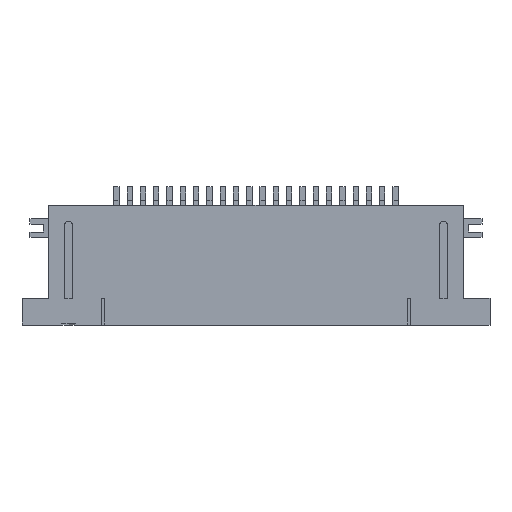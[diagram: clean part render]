
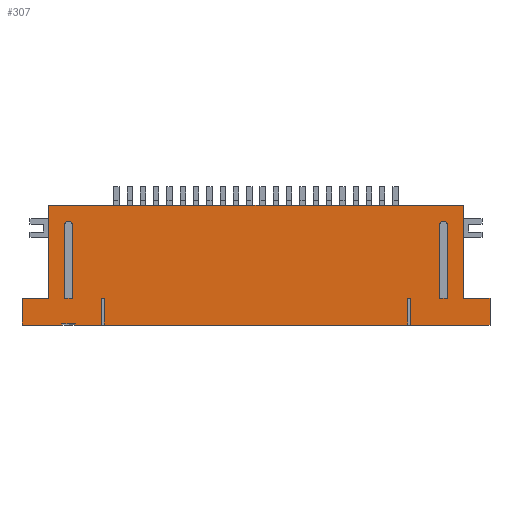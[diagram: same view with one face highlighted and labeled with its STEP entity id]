
A CAD part, top view. The second image highlights one B-rep face of the part: STEP entity #307.
In plain terms, the highlighted planar face has unit normal (0, 0, 1).
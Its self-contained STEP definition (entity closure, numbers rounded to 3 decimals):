
#108=CIRCLE('',#11526,0.15);
#109=CIRCLE('',#11527,0.15);
#246=FACE_BOUND('',#1930,.T.);
#247=FACE_BOUND('',#1931,.T.);
#248=FACE_BOUND('',#1932,.T.);
#307=ADVANCED_FACE('',(#246,#247,#248),#871,.T.);
#871=PLANE('',#11528);
#1930=EDGE_LOOP('',(#2992,#2993,#2994,#2995));
#1931=EDGE_LOOP('',(#2996,#2997,#2998,#2999));
#1932=EDGE_LOOP('',(#3000,#3001,#3002,#3003,#3004,#3005,#3006,#3007,#3008,
#3009,#3010,#3011,#3012,#3013,#3014,#3015,#3016,#3017,#3018,#3019));
#2992=ORIENTED_EDGE('',*,*,#7281,.F.);
#2993=ORIENTED_EDGE('',*,*,#7282,.T.);
#2994=ORIENTED_EDGE('',*,*,#7283,.F.);
#2995=ORIENTED_EDGE('',*,*,#7284,.F.);
#2996=ORIENTED_EDGE('',*,*,#7285,.F.);
#2997=ORIENTED_EDGE('',*,*,#7286,.T.);
#2998=ORIENTED_EDGE('',*,*,#7287,.F.);
#2999=ORIENTED_EDGE('',*,*,#7288,.F.);
#3000=ORIENTED_EDGE('',*,*,#7289,.T.);
#3001=ORIENTED_EDGE('',*,*,#7039,.F.);
#3002=ORIENTED_EDGE('',*,*,#7148,.T.);
#3003=ORIENTED_EDGE('',*,*,#6974,.T.);
#3004=ORIENTED_EDGE('',*,*,#7290,.T.);
#3005=ORIENTED_EDGE('',*,*,#7291,.T.);
#3006=ORIENTED_EDGE('',*,*,#7292,.F.);
#3007=ORIENTED_EDGE('',*,*,#7293,.F.);
#3008=ORIENTED_EDGE('',*,*,#7294,.F.);
#3009=ORIENTED_EDGE('',*,*,#7295,.T.);
#3010=ORIENTED_EDGE('',*,*,#7296,.F.);
#3011=ORIENTED_EDGE('',*,*,#7297,.F.);
#3012=ORIENTED_EDGE('',*,*,#7261,.F.);
#3013=ORIENTED_EDGE('',*,*,#7298,.T.);
#3014=ORIENTED_EDGE('',*,*,#7299,.F.);
#3015=ORIENTED_EDGE('',*,*,#7300,.F.);
#3016=ORIENTED_EDGE('',*,*,#7277,.F.);
#3017=ORIENTED_EDGE('',*,*,#7301,.T.);
#3018=ORIENTED_EDGE('',*,*,#7302,.F.);
#3019=ORIENTED_EDGE('',*,*,#7303,.F.);
#5885=VERTEX_POINT('',#15347);
#5886=VERTEX_POINT('',#15349);
#5940=VERTEX_POINT('',#15477);
#5941=VERTEX_POINT('',#15479);
#6125=VERTEX_POINT('',#15889);
#6129=VERTEX_POINT('',#15897);
#6136=VERTEX_POINT('',#15925);
#6137=VERTEX_POINT('',#15927);
#6140=VERTEX_POINT('',#15935);
#6141=VERTEX_POINT('',#15936);
#6142=VERTEX_POINT('',#15938);
#6143=VERTEX_POINT('',#15940);
#6144=VERTEX_POINT('',#15943);
#6145=VERTEX_POINT('',#15944);
#6146=VERTEX_POINT('',#15946);
#6147=VERTEX_POINT('',#15948);
#6148=VERTEX_POINT('',#15951);
#6149=VERTEX_POINT('',#15953);
#6150=VERTEX_POINT('',#15955);
#6151=VERTEX_POINT('',#15957);
#6152=VERTEX_POINT('',#15959);
#6153=VERTEX_POINT('',#15961);
#6154=VERTEX_POINT('',#15963);
#6155=VERTEX_POINT('',#15965);
#6156=VERTEX_POINT('',#15968);
#6157=VERTEX_POINT('',#15970);
#6158=VERTEX_POINT('',#15973);
#6159=VERTEX_POINT('',#15975);
#6974=EDGE_CURVE('',#5886,#5885,#8612,.T.);
#7039=EDGE_CURVE('',#5940,#5941,#8677,.T.);
#7148=EDGE_CURVE('',#5940,#5886,#8786,.T.);
#7261=EDGE_CURVE('',#6129,#6125,#8899,.T.);
#7277=EDGE_CURVE('',#6136,#6137,#8911,.T.);
#7281=EDGE_CURVE('',#6140,#6141,#8915,.T.);
#7282=EDGE_CURVE('',#6140,#6142,#8916,.T.);
#7283=EDGE_CURVE('',#6143,#6142,#8917,.T.);
#7284=EDGE_CURVE('',#6141,#6143,#108,.T.);
#7285=EDGE_CURVE('',#6144,#6145,#8918,.T.);
#7286=EDGE_CURVE('',#6144,#6146,#8919,.T.);
#7287=EDGE_CURVE('',#6147,#6146,#8920,.T.);
#7288=EDGE_CURVE('',#6145,#6147,#109,.T.);
#7289=EDGE_CURVE('',#6148,#5941,#8921,.T.);
#7290=EDGE_CURVE('',#5885,#6149,#8922,.T.);
#7291=EDGE_CURVE('',#6149,#6150,#8923,.T.);
#7292=EDGE_CURVE('',#6151,#6150,#8924,.T.);
#7293=EDGE_CURVE('',#6152,#6151,#8925,.T.);
#7294=EDGE_CURVE('',#6153,#6152,#8926,.T.);
#7295=EDGE_CURVE('',#6153,#6154,#8927,.T.);
#7296=EDGE_CURVE('',#6155,#6154,#8928,.T.);
#7297=EDGE_CURVE('',#6125,#6155,#8929,.T.);
#7298=EDGE_CURVE('',#6129,#6156,#8930,.T.);
#7299=EDGE_CURVE('',#6157,#6156,#8931,.T.);
#7300=EDGE_CURVE('',#6137,#6157,#8932,.T.);
#7301=EDGE_CURVE('',#6136,#6158,#8933,.T.);
#7302=EDGE_CURVE('',#6159,#6158,#8934,.T.);
#7303=EDGE_CURVE('',#6148,#6159,#8935,.T.);
#8612=LINE('',#15348,#10110);
#8677=LINE('',#15478,#10175);
#8786=LINE('',#15695,#10284);
#8899=LINE('',#15898,#10397);
#8911=LINE('',#15926,#10409);
#8915=LINE('',#15934,#10413);
#8916=LINE('',#15937,#10414);
#8917=LINE('',#15939,#10415);
#8918=LINE('',#15942,#10416);
#8919=LINE('',#15945,#10417);
#8920=LINE('',#15947,#10418);
#8921=LINE('',#15950,#10419);
#8922=LINE('',#15952,#10420);
#8923=LINE('',#15954,#10421);
#8924=LINE('',#15956,#10422);
#8925=LINE('',#15958,#10423);
#8926=LINE('',#15960,#10424);
#8927=LINE('',#15962,#10425);
#8928=LINE('',#15964,#10426);
#8929=LINE('',#15966,#10427);
#8930=LINE('',#15967,#10428);
#8931=LINE('',#15969,#10429);
#8932=LINE('',#15971,#10430);
#8933=LINE('',#15972,#10431);
#8934=LINE('',#15974,#10432);
#8935=LINE('',#15976,#10433);
#10110=VECTOR('',#12325,1.);
#10175=VECTOR('',#12410,1.);
#10284=VECTOR('',#12531,1.);
#10397=VECTOR('',#12650,1.);
#10409=VECTOR('',#12680,1.);
#10413=VECTOR('',#12686,1.);
#10414=VECTOR('',#12687,1.);
#10415=VECTOR('',#12688,1.);
#10416=VECTOR('',#12691,1.);
#10417=VECTOR('',#12692,1.);
#10418=VECTOR('',#12693,1.);
#10419=VECTOR('',#12696,1.);
#10420=VECTOR('',#12697,1.);
#10421=VECTOR('',#12698,1.);
#10422=VECTOR('',#12699,1.);
#10423=VECTOR('',#12700,1.);
#10424=VECTOR('',#12701,1.);
#10425=VECTOR('',#12702,1.);
#10426=VECTOR('',#12703,1.);
#10427=VECTOR('',#12704,1.);
#10428=VECTOR('',#12705,1.);
#10429=VECTOR('',#12706,1.);
#10430=VECTOR('',#12707,1.);
#10431=VECTOR('',#12708,1.);
#10432=VECTOR('',#12709,1.);
#10433=VECTOR('',#12710,1.);
#11526=AXIS2_PLACEMENT_3D('',#15941,#12689,#12690);
#11527=AXIS2_PLACEMENT_3D('',#15949,#12694,#12695);
#11528=AXIS2_PLACEMENT_3D('',#15977,#12711,#12712);
#12325=DIRECTION('',(0.,-1.,0.));
#12410=DIRECTION('',(0.,-1.,0.));
#12531=DIRECTION('',(-1.,0.,0.));
#12650=DIRECTION('',(-1.,0.,0.));
#12680=DIRECTION('',(-1.,0.,0.));
#12686=DIRECTION('',(0.,1.,0.));
#12687=DIRECTION('',(-1.,0.,0.));
#12688=DIRECTION('',(0.,-1.,0.));
#12689=DIRECTION('',(0.,0.,1.));
#12690=DIRECTION('',(1.,0.,0.));
#12691=DIRECTION('',(0.,1.,0.));
#12692=DIRECTION('',(-1.,0.,0.));
#12693=DIRECTION('',(0.,-1.,0.));
#12694=DIRECTION('',(0.,0.,1.));
#12695=DIRECTION('',(1.,0.,0.));
#12696=DIRECTION('',(-1.,0.,0.));
#12697=DIRECTION('',(-1.,0.,0.));
#12698=DIRECTION('',(0.,-1.,0.));
#12699=DIRECTION('',(-1.,0.,0.));
#12700=DIRECTION('',(0.,-1.,0.));
#12701=DIRECTION('',(-1.,0.,0.));
#12702=DIRECTION('',(0.,-1.,0.));
#12703=DIRECTION('',(-1.,0.,0.));
#12704=DIRECTION('',(0.,-1.,0.));
#12705=DIRECTION('',(0.,-1.,0.));
#12706=DIRECTION('',(-1.,0.,0.));
#12707=DIRECTION('',(0.,-1.,0.));
#12708=DIRECTION('',(0.,-1.,0.));
#12709=DIRECTION('',(-1.,0.,0.));
#12710=DIRECTION('',(0.,-1.,0.));
#12711=DIRECTION('',(0.,0.,1.));
#12712=DIRECTION('',(1.,0.,0.));
#15347=CARTESIAN_POINT('',(-7.8,0.,2.12));
#15348=CARTESIAN_POINT('',(-7.8,3.5,2.12));
#15349=CARTESIAN_POINT('',(-7.8,3.5,2.12));
#15477=CARTESIAN_POINT('',(7.8,3.5,2.12));
#15478=CARTESIAN_POINT('',(7.8,3.5,2.12));
#15479=CARTESIAN_POINT('',(7.8,0.,2.12));
#15695=CARTESIAN_POINT('',(7.8,3.5,2.12));
#15889=CARTESIAN_POINT('',(-5.825,0.,2.12));
#15897=CARTESIAN_POINT('',(-5.7,0.,2.12));
#15898=CARTESIAN_POINT('',(7.8,0.,2.12));
#15925=CARTESIAN_POINT('',(5.825,0.,2.12));
#15926=CARTESIAN_POINT('',(7.8,0.,2.12));
#15927=CARTESIAN_POINT('',(5.7,0.,2.12));
#15934=CARTESIAN_POINT('',(-6.9,0.,2.12));
#15935=CARTESIAN_POINT('',(-6.9,0.,2.12));
#15936=CARTESIAN_POINT('',(-6.9,2.75,2.12));
#15937=CARTESIAN_POINT('',(8.8,0.,2.12));
#15938=CARTESIAN_POINT('',(-7.2,0.,2.12));
#15939=CARTESIAN_POINT('',(-7.2,2.75,2.12));
#15940=CARTESIAN_POINT('',(-7.2,2.75,2.12));
#15941=CARTESIAN_POINT('',(-7.05,2.75,2.12));
#15942=CARTESIAN_POINT('',(7.2,0.,2.12));
#15943=CARTESIAN_POINT('',(7.2,0.,2.12));
#15944=CARTESIAN_POINT('',(7.2,2.75,2.12));
#15945=CARTESIAN_POINT('',(8.8,0.,2.12));
#15946=CARTESIAN_POINT('',(6.9,0.,2.12));
#15947=CARTESIAN_POINT('',(6.9,2.75,2.12));
#15948=CARTESIAN_POINT('',(6.9,2.75,2.12));
#15949=CARTESIAN_POINT('',(7.05,2.75,2.12));
#15950=CARTESIAN_POINT('',(8.8,0.,2.12));
#15951=CARTESIAN_POINT('',(8.8,0.,2.12));
#15952=CARTESIAN_POINT('',(8.8,0.,2.12));
#15953=CARTESIAN_POINT('',(-8.8,0.,2.12));
#15954=CARTESIAN_POINT('',(-8.8,0.,2.12));
#15955=CARTESIAN_POINT('',(-8.8,-1.,2.12));
#15956=CARTESIAN_POINT('',(8.8,-1.,2.12));
#15957=CARTESIAN_POINT('',(-7.3,-1.,2.12));
#15958=CARTESIAN_POINT('',(-7.3,-0.95,2.12));
#15959=CARTESIAN_POINT('',(-7.3,-0.95,2.12));
#15960=CARTESIAN_POINT('',(-6.8,-0.95,2.12));
#15961=CARTESIAN_POINT('',(-6.8,-0.95,2.12));
#15962=CARTESIAN_POINT('',(-6.8,-0.95,2.12));
#15963=CARTESIAN_POINT('',(-6.8,-1.,2.12));
#15964=CARTESIAN_POINT('',(8.8,-1.,2.12));
#15965=CARTESIAN_POINT('',(-5.825,-1.,2.12));
#15966=CARTESIAN_POINT('',(-5.825,8.9,2.12));
#15967=CARTESIAN_POINT('',(-5.7,0.,2.12));
#15968=CARTESIAN_POINT('',(-5.7,-1.,2.12));
#15969=CARTESIAN_POINT('',(5.7,-1.,2.12));
#15970=CARTESIAN_POINT('',(5.7,-1.,2.12));
#15971=CARTESIAN_POINT('',(5.7,0.,2.12));
#15972=CARTESIAN_POINT('',(5.825,8.9,2.12));
#15973=CARTESIAN_POINT('',(5.825,-1.,2.12));
#15974=CARTESIAN_POINT('',(8.8,-1.,2.12));
#15975=CARTESIAN_POINT('',(8.8,-1.,2.12));
#15976=CARTESIAN_POINT('',(8.8,0.,2.12));
#15977=CARTESIAN_POINT('',(7.8,3.5,2.12));
